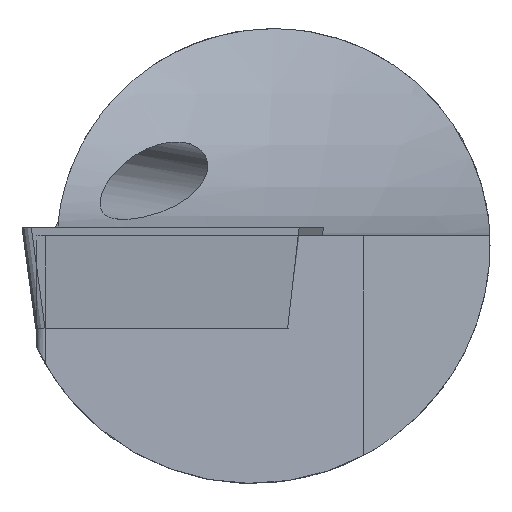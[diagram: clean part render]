
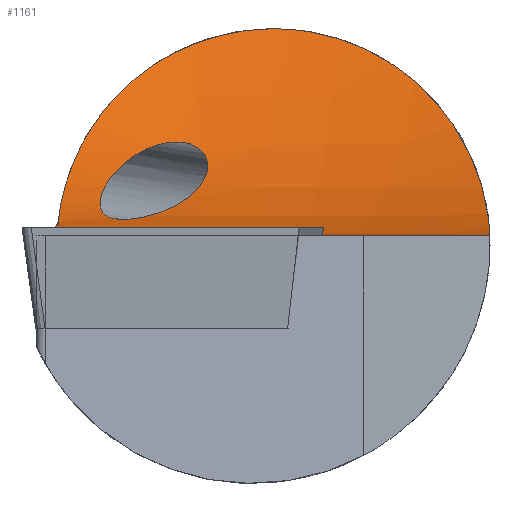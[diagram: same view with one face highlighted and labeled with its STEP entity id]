
A CAD part, left-side view. The second image highlights one B-rep face of the part: STEP entity #1161.
In plain terms, the highlighted toroidal (fillet/blend) face has major radius 12 mm and minor radius 10 mm.
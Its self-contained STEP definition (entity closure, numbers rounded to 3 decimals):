
#295=CIRCLE('',#1287,12.);
#352=ORIENTED_EDGE('',*,*,#674,.T.);
#353=ORIENTED_EDGE('',*,*,#675,.T.);
#354=ORIENTED_EDGE('',*,*,#676,.T.);
#355=ORIENTED_EDGE('',*,*,#677,.F.);
#356=ORIENTED_EDGE('',*,*,#678,.F.);
#357=ORIENTED_EDGE('',*,*,#679,.T.);
#674=EDGE_CURVE('',#835,#836,#948,.T.);
#675=EDGE_CURVE('',#836,#837,#949,.T.);
#676=EDGE_CURVE('',#837,#838,#950,.T.);
#677=EDGE_CURVE('',#839,#838,#295,.T.);
#678=EDGE_CURVE('',#835,#839,#951,.T.);
#679=EDGE_CURVE('',#840,#840,#952,.T.);
#835=VERTEX_POINT('',#1804);
#836=VERTEX_POINT('',#1805);
#837=VERTEX_POINT('',#1817);
#838=VERTEX_POINT('',#1822);
#839=VERTEX_POINT('',#1824);
#840=VERTEX_POINT('',#1852);
#948=B_SPLINE_CURVE_WITH_KNOTS('',3,(#1800,#1801,#1802,#1803),
 .UNSPECIFIED.,.F.,.F.,(4,4),(0.012,0.012),
 .UNSPECIFIED.);
#949=B_SPLINE_CURVE_WITH_KNOTS('',3,(#1806,#1807,#1808,#1809,#1810,#1811,
#1812,#1813,#1814,#1815,#1816),.UNSPECIFIED.,.F.,.F.,(4,1,1,1,1,1,1,1,4),
(0.,0.003,0.005,0.008,
0.01,0.013,0.015,0.018,
0.021),.UNSPECIFIED.);
#950=B_SPLINE_CURVE_WITH_KNOTS('',3,(#1818,#1819,#1820,#1821),
 .UNSPECIFIED.,.F.,.F.,(4,4),(0.,0.003),
 .UNSPECIFIED.);
#951=B_SPLINE_CURVE_WITH_KNOTS('',3,(#1825,#1826,#1827,#1828),
 .UNSPECIFIED.,.F.,.F.,(4,4),(0.004,0.008),
 .UNSPECIFIED.);
#952=B_SPLINE_CURVE_WITH_KNOTS('',3,(#1829,#1830,#1831,#1832,#1833,#1834,
#1835,#1836,#1837,#1838,#1839,#1840,#1841,#1842,#1843,#1844,#1845,#1846,
#1847,#1848,#1849,#1850,#1851),.UNSPECIFIED.,.T.,.F.,(1,1,1,1,1,1,1,1,1,
1,1,1,1,1,1,1,1,1,1,1,1,1,1,1,1,1,1),(-0.001,-0.001,
0.,0.,0.,0.001,0.001,
0.002,0.003,0.003,0.004,
0.005,0.005,0.005,0.006,
0.006,0.007,0.008,0.008,
0.009,0.009,0.01,0.01,
0.01,0.011,0.011,0.012),
 .UNSPECIFIED.);
#960=EDGE_LOOP('',(#352,#353,#354,#355,#356));
#961=EDGE_LOOP('',(#357));
#1060=FACE_BOUND('',#960,.T.);
#1061=FACE_BOUND('',#961,.T.);
#1160=TOROIDAL_SURFACE('',#1286,12.,10.);
#1161=ADVANCED_FACE('',(#1060,#1061),#1160,.F.);
#1286=AXIS2_PLACEMENT_3D('',#1799,#1429,#1430);
#1287=AXIS2_PLACEMENT_3D('',#1823,#1431,#1432);
#1429=DIRECTION('',(0.,0.,-1.));
#1430=DIRECTION('',(-1.,0.,0.));
#1431=DIRECTION('',(0.,0.,1.));
#1432=DIRECTION('',(-1.,0.,0.));
#1799=CARTESIAN_POINT('',(-2.563,0.958,10.215));
#1800=CARTESIAN_POINT('',(11.376,-4.953,0.721));
#1801=CARTESIAN_POINT('',(11.394,-4.95,0.726));
#1802=CARTESIAN_POINT('',(11.412,-4.948,0.731));
#1803=CARTESIAN_POINT('',(11.43,-4.945,0.736));
#1804=CARTESIAN_POINT('',(11.376,-4.953,0.721));
#1805=CARTESIAN_POINT('',(11.43,-4.945,0.736));
#1806=CARTESIAN_POINT('',(11.43,-4.945,0.736));
#1807=CARTESIAN_POINT('',(12.263,-4.908,0.99));
#1808=CARTESIAN_POINT('',(13.839,-4.773,1.666));
#1809=CARTESIAN_POINT('',(15.935,-4.063,3.109));
#1810=CARTESIAN_POINT('',(17.497,-2.443,4.585));
#1811=CARTESIAN_POINT('',(18.155,0.15,5.245));
#1812=CARTESIAN_POINT('',(17.6,2.742,4.422));
#1813=CARTESIAN_POINT('',(16.033,4.26,2.827));
#1814=CARTESIAN_POINT('',(13.91,4.854,1.392));
#1815=CARTESIAN_POINT('',(12.276,4.946,0.761));
#1816=CARTESIAN_POINT('',(11.43,4.97,0.547));
#1817=CARTESIAN_POINT('',(11.43,4.97,0.547));
#1818=CARTESIAN_POINT('',(11.43,4.97,0.547));
#1819=CARTESIAN_POINT('',(10.513,5.076,0.322));
#1820=CARTESIAN_POINT('',(9.584,5.157,0.215));
#1821=CARTESIAN_POINT('',(8.648,5.239,0.215));
#1822=CARTESIAN_POINT('',(8.648,5.239,0.215));
#1823=CARTESIAN_POINT('',(-2.563,0.958,0.215));
#1824=CARTESIAN_POINT('',(7.856,-4.996,0.215));
#1825=CARTESIAN_POINT('',(11.376,-4.953,0.721));
#1826=CARTESIAN_POINT('',(10.242,-4.997,0.381));
#1827=CARTESIAN_POINT('',(9.05,-4.996,0.215));
#1828=CARTESIAN_POINT('',(7.856,-4.996,0.215));
#1829=CARTESIAN_POINT('',(11.896,3.518,0.581));
#1830=CARTESIAN_POINT('',(12.063,3.83,0.644));
#1831=CARTESIAN_POINT('',(12.363,3.941,0.746));
#1832=CARTESIAN_POINT('',(12.758,4.014,0.89));
#1833=CARTESIAN_POINT('',(13.263,4.005,1.094));
#1834=CARTESIAN_POINT('',(13.833,3.903,1.359));
#1835=CARTESIAN_POINT('',(14.382,3.709,1.646));
#1836=CARTESIAN_POINT('',(14.879,3.421,1.934));
#1837=CARTESIAN_POINT('',(15.312,3.018,2.204));
#1838=CARTESIAN_POINT('',(15.573,2.559,2.372));
#1839=CARTESIAN_POINT('',(15.631,2.121,2.392));
#1840=CARTESIAN_POINT('',(15.509,1.699,2.277));
#1841=CARTESIAN_POINT('',(15.074,1.479,1.95));
#1842=CARTESIAN_POINT('',(14.528,1.535,1.606));
#1843=CARTESIAN_POINT('',(13.982,1.723,1.309));
#1844=CARTESIAN_POINT('',(13.458,1.994,1.067));
#1845=CARTESIAN_POINT('',(12.945,2.329,0.868));
#1846=CARTESIAN_POINT('',(12.538,2.655,0.737));
#1847=CARTESIAN_POINT('',(12.239,2.955,0.655));
#1848=CARTESIAN_POINT('',(12.048,3.2,0.609));
#1849=CARTESIAN_POINT('',(11.896,3.518,0.581));
#1850=CARTESIAN_POINT('',(12.063,3.83,0.644));
#1851=CARTESIAN_POINT('',(12.363,3.941,0.746));
#1852=CARTESIAN_POINT('',(12.085,3.797,0.651));
